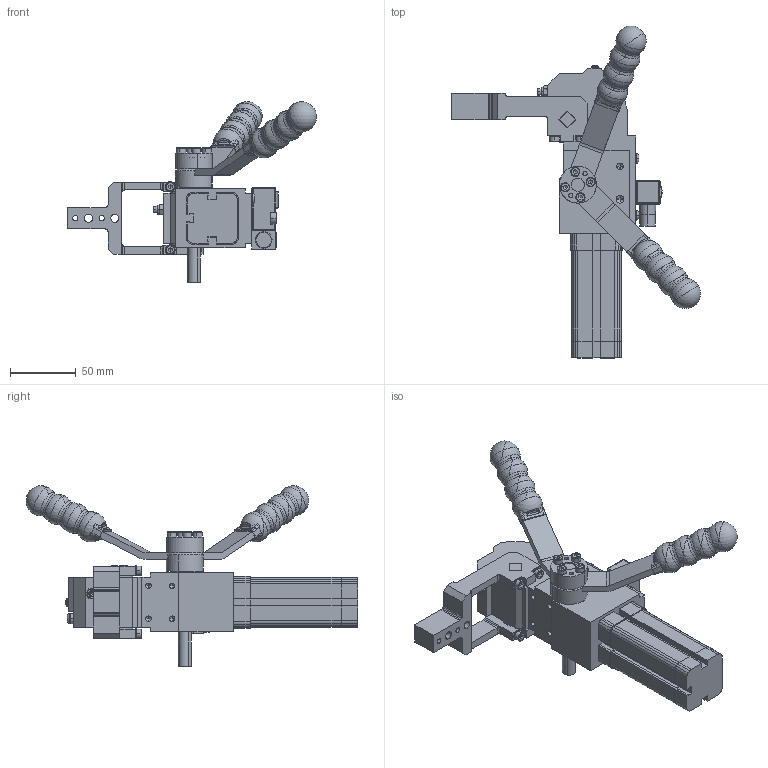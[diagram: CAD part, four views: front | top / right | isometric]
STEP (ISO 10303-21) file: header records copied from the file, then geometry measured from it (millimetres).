
FILE_DESCRIPTION((''),'2;1');
FILE_NAME('XSM125 HO.stp','2008-02-22T09:34:56',('David'),(''),'Autodesk Inventor 8','Autodesk Inventor 8','');
FILE_SCHEMA(('AUTOMOTIVE_DESIGN { 1 0 10303 214 1 1 1 1 }'));
Length unit declared in the file: millimetre
Products named in the file (5): XSM125 HO; XSM125 HO1; XSM125 HO2; XSM125 HO3; XSM125 HO4
Assembly tree (4 placements, depth 2):
  XSM125 HO
    XSM125 HO1
    XSM125 HO2
    XSM125 HO3
    XSM125 HO4
Bounding box: 189.15 x 251.92 x 137.16 mm (x, y, z)
Volume: 527384.9 mm3; surface area: 101907.7 mm2
Topology: 9 solids, 9 shells, 1190 faces, 3153 edges, 1902 vertices
Faces by surface type: cylinder 489, plane 428, cone 144, bspline 90, sphere 39
Entity records: 38920 total; most frequent: CARTESIAN_POINT 9844, DIRECTION 6287, ORIENTED_EDGE 5984, EDGE_CURVE 2992, AXIS2_PLACEMENT_3D 2414, VERTEX_POINT 1886, VECTOR 1459, LINE 1459
